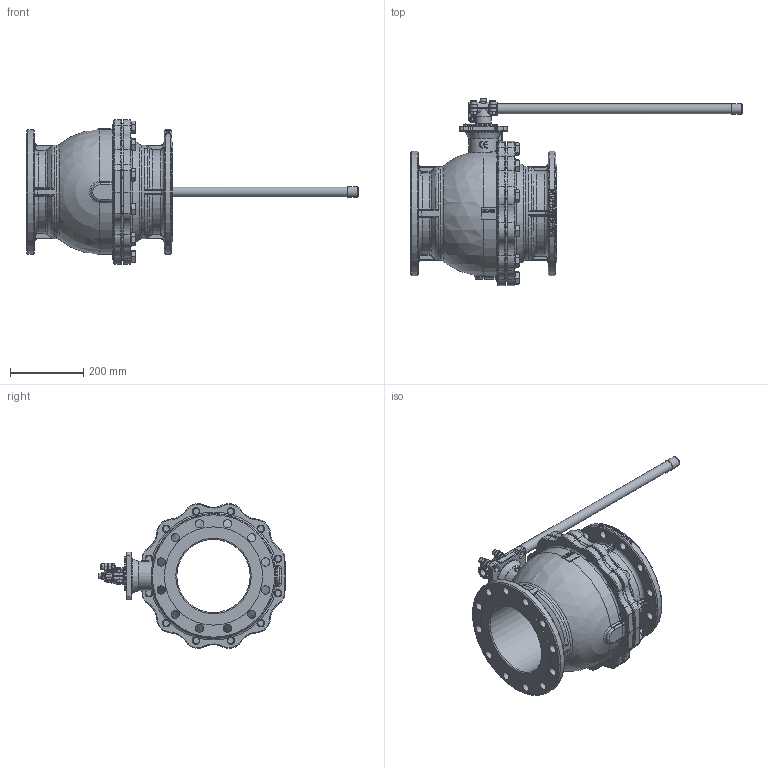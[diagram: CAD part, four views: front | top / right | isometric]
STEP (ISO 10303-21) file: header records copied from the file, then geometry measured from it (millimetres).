
FILE_DESCRIPTION (( 'STEP AP214' ), '1' );
FILE_NAME ('DVGW-FK-800W16-4-71ME 2212.STEP', '2022-12-02T10:47:47', ( '' ), ( '' ), 'SwSTEP 2.0', 'SolidWorks 2019', '' );
FILE_SCHEMA (( 'AUTOMOTIVE_DESIGN' ));
Length unit declared in the file: millimetre
Products named in the file (1): DVGW-FK-800W16-4-71ME 2212
Bounding box: 906 x 511.79 x 394.88 mm (x, y, z)
Volume: 17506677.9 mm3; surface area: 1238778.5 mm2
Topology: 2 solids, 3 shells, 1592 faces, 4062 edges, 2490 vertices
Faces by surface type: plane 554, cylinder 423, bspline 241, torus 209, cone 153, sphere 12
Full cylindrical faces by diameter (mm): 8 x2, 10 x8, 11 x9, 16 x4, 18.647 x12, 20 x25, 20.9 x1, 22.5 x37, 26.9 x1, 27.7 x12, 28.9 x1, 45 x1, 45.4 x1, 82 x1, 200 x1, 256 x2, 268 x2, 340 x2
Entity records: 61445 total; most frequent: CARTESIAN_POINT 24268, ORIENTED_EDGE 7502, DIRECTION 6435, EDGE_CURVE 3751, AXIS2_PLACEMENT_3D 2586, VERTEX_POINT 2427, EDGE_LOOP 1974, FACE_OUTER_BOUND 1728
